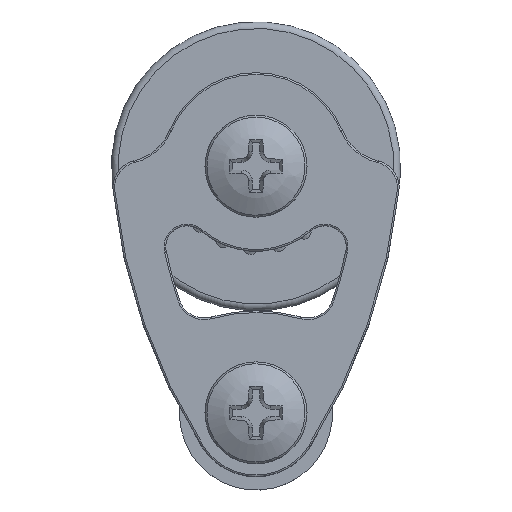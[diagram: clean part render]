
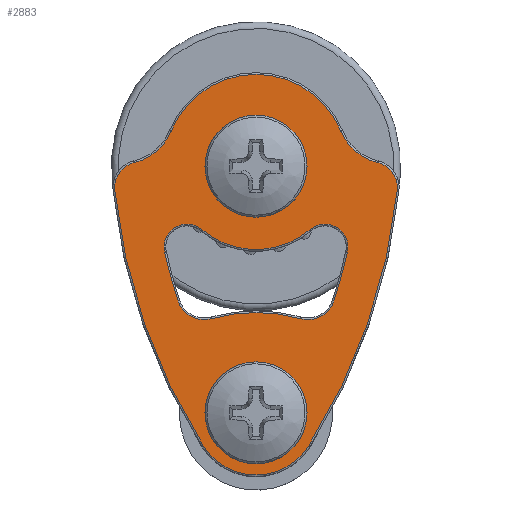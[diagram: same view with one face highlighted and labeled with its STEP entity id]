
A CAD part, top view. The second image highlights one B-rep face of the part: STEP entity #2883.
In plain terms, the highlighted planar face has unit normal (0, 0, 1).
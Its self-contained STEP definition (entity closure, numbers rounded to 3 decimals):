
#419=FACE_BOUND('',#881,.T.);
#420=FACE_BOUND('',#882,.T.);
#421=FACE_BOUND('',#883,.T.);
#495=PLANE('',#3175);
#611=FACE_OUTER_BOUND('',#880,.T.);
#880=EDGE_LOOP('',(#2231,#2232,#2233,#2234,#2235,#2236,#2237,#2238));
#881=EDGE_LOOP('',(#2239));
#882=EDGE_LOOP('',(#2240,#2241,#2242,#2243,#2244,#2245,#2246,#2247));
#883=EDGE_LOOP('',(#2248));
#1125=CIRCLE('',#3151,5.8);
#1133=CIRCLE('',#3176,69.8);
#1134=CIRCLE('',#3177,7.3);
#1135=CIRCLE('',#3178,69.8);
#1136=CIRCLE('',#3179,3.012);
#1137=CIRCLE('',#3180,6.2);
#1138=CIRCLE('',#3181,10.8);
#1139=CIRCLE('',#3182,6.2);
#1140=CIRCLE('',#3183,3.012);
#1141=CIRCLE('',#3184,5.8);
#1142=CIRCLE('',#3185,3.2);
#1143=CIRCLE('',#3186,19.3);
#1144=CIRCLE('',#3187,3.2);
#1145=CIRCLE('',#3188,65.2);
#1146=CIRCLE('',#3189,2.7);
#1147=CIRCLE('',#3190,9.8);
#1148=CIRCLE('',#3191,2.7);
#1149=CIRCLE('',#3192,65.2);
#1398=VERTEX_POINT('',#4809);
#1418=VERTEX_POINT('',#4896);
#1419=VERTEX_POINT('',#4897);
#1420=VERTEX_POINT('',#4899);
#1421=VERTEX_POINT('',#4901);
#1422=VERTEX_POINT('',#4903);
#1423=VERTEX_POINT('',#4905);
#1424=VERTEX_POINT('',#4907);
#1425=VERTEX_POINT('',#4909);
#1426=VERTEX_POINT('',#4912);
#1427=VERTEX_POINT('',#4914);
#1428=VERTEX_POINT('',#4915);
#1429=VERTEX_POINT('',#4917);
#1430=VERTEX_POINT('',#4919);
#1431=VERTEX_POINT('',#4921);
#1432=VERTEX_POINT('',#4923);
#1433=VERTEX_POINT('',#4925);
#1434=VERTEX_POINT('',#4927);
#1695=EDGE_CURVE('',#1398,#1398,#1125,.T.);
#1721=EDGE_CURVE('',#1418,#1419,#1133,.T.);
#1722=EDGE_CURVE('',#1420,#1418,#1134,.T.);
#1723=EDGE_CURVE('',#1421,#1420,#1135,.T.);
#1724=EDGE_CURVE('',#1422,#1421,#1136,.T.);
#1725=EDGE_CURVE('',#1423,#1422,#1137,.T.);
#1726=EDGE_CURVE('',#1424,#1423,#1138,.T.);
#1727=EDGE_CURVE('',#1425,#1424,#1139,.T.);
#1728=EDGE_CURVE('',#1419,#1425,#1140,.T.);
#1729=EDGE_CURVE('',#1426,#1426,#1141,.T.);
#1730=EDGE_CURVE('',#1427,#1428,#1142,.T.);
#1731=EDGE_CURVE('',#1429,#1427,#1143,.T.);
#1732=EDGE_CURVE('',#1430,#1429,#1144,.T.);
#1733=EDGE_CURVE('',#1431,#1430,#1145,.T.);
#1734=EDGE_CURVE('',#1432,#1431,#1146,.T.);
#1735=EDGE_CURVE('',#1433,#1432,#1147,.T.);
#1736=EDGE_CURVE('',#1434,#1433,#1148,.T.);
#1737=EDGE_CURVE('',#1428,#1434,#1149,.T.);
#2231=ORIENTED_EDGE('',*,*,#1721,.F.);
#2232=ORIENTED_EDGE('',*,*,#1722,.F.);
#2233=ORIENTED_EDGE('',*,*,#1723,.F.);
#2234=ORIENTED_EDGE('',*,*,#1724,.F.);
#2235=ORIENTED_EDGE('',*,*,#1725,.F.);
#2236=ORIENTED_EDGE('',*,*,#1726,.F.);
#2237=ORIENTED_EDGE('',*,*,#1727,.F.);
#2238=ORIENTED_EDGE('',*,*,#1728,.F.);
#2239=ORIENTED_EDGE('',*,*,#1729,.F.);
#2240=ORIENTED_EDGE('',*,*,#1730,.F.);
#2241=ORIENTED_EDGE('',*,*,#1731,.F.);
#2242=ORIENTED_EDGE('',*,*,#1732,.F.);
#2243=ORIENTED_EDGE('',*,*,#1733,.F.);
#2244=ORIENTED_EDGE('',*,*,#1734,.F.);
#2245=ORIENTED_EDGE('',*,*,#1735,.F.);
#2246=ORIENTED_EDGE('',*,*,#1736,.F.);
#2247=ORIENTED_EDGE('',*,*,#1737,.F.);
#2248=ORIENTED_EDGE('',*,*,#1695,.F.);
#2883=ADVANCED_FACE('',(#611,#419,#420,#421),#495,.T.);
#3151=AXIS2_PLACEMENT_3D('',#4810,#3782,#3783);
#3175=AXIS2_PLACEMENT_3D('',#4895,#3836,#3837);
#3176=AXIS2_PLACEMENT_3D('',#4898,#3838,#3839);
#3177=AXIS2_PLACEMENT_3D('',#4900,#3840,#3841);
#3178=AXIS2_PLACEMENT_3D('',#4902,#3842,#3843);
#3179=AXIS2_PLACEMENT_3D('',#4904,#3844,#3845);
#3180=AXIS2_PLACEMENT_3D('',#4906,#3846,#3847);
#3181=AXIS2_PLACEMENT_3D('',#4908,#3848,#3849);
#3182=AXIS2_PLACEMENT_3D('',#4910,#3850,#3851);
#3183=AXIS2_PLACEMENT_3D('',#4911,#3852,#3853);
#3184=AXIS2_PLACEMENT_3D('',#4913,#3854,#3855);
#3185=AXIS2_PLACEMENT_3D('',#4916,#3856,#3857);
#3186=AXIS2_PLACEMENT_3D('',#4918,#3858,#3859);
#3187=AXIS2_PLACEMENT_3D('',#4920,#3860,#3861);
#3188=AXIS2_PLACEMENT_3D('',#4922,#3862,#3863);
#3189=AXIS2_PLACEMENT_3D('',#4924,#3864,#3865);
#3190=AXIS2_PLACEMENT_3D('',#4926,#3866,#3867);
#3191=AXIS2_PLACEMENT_3D('',#4928,#3868,#3869);
#3192=AXIS2_PLACEMENT_3D('',#4929,#3870,#3871);
#3782=DIRECTION('center_axis',(0.,0.,
1.));
#3783=DIRECTION('ref_axis',(-1.,0.,0.));
#3836=DIRECTION('center_axis',(0.,0.,
1.));
#3837=DIRECTION('ref_axis',(0.,-1.,0.));
#3838=DIRECTION('center_axis',(0.,0.,
-1.));
#3839=DIRECTION('ref_axis',(-0.945,-0.328,0.));
#3840=DIRECTION('center_axis',(0.,0.,
-1.));
#3841=DIRECTION('ref_axis',(0.,-1.,0.));
#3842=DIRECTION('center_axis',(0.,0.,
-1.));
#3843=DIRECTION('ref_axis',(0.945,-0.328,0.));
#3844=DIRECTION('center_axis',(0.,0.,
-1.));
#3845=DIRECTION('ref_axis',(0.815,0.579,0.));
#3846=DIRECTION('center_axis',(0.,0.,
1.));
#3847=DIRECTION('ref_axis',(-0.649,-0.761,0.));
#3848=DIRECTION('center_axis',(0.,0.,
-1.));
#3849=DIRECTION('ref_axis',(0.,1.,0.));
#3850=DIRECTION('center_axis',(0.,0.,
1.));
#3851=DIRECTION('ref_axis',(0.649,-0.761,0.));
#3852=DIRECTION('center_axis',(0.,0.,
-1.));
#3853=DIRECTION('ref_axis',(-0.815,0.579,0.));
#3854=DIRECTION('center_axis',(0.,0.,
1.));
#3855=DIRECTION('ref_axis',(-1.,0.,0.));
#3856=DIRECTION('center_axis',(0.,0.,
1.));
#3857=DIRECTION('ref_axis',(0.47,-0.882,0.));
#3858=DIRECTION('center_axis',(0.,0.,
-1.));
#3859=DIRECTION('ref_axis',(0.,1.,0.));
#3860=DIRECTION('center_axis',(0.,0.,
1.));
#3861=DIRECTION('ref_axis',(-0.47,-0.882,0.));
#3862=DIRECTION('center_axis',(0.,0.,
1.));
#3863=DIRECTION('ref_axis',(-0.964,-0.267,0.));
#3864=DIRECTION('center_axis',(0.,0.,
1.));
#3865=DIRECTION('ref_axis',(-0.518,0.855,0.));
#3866=DIRECTION('center_axis',(0.,0.,
-1.));
#3867=DIRECTION('ref_axis',(0.,-1.,0.));
#3868=DIRECTION('center_axis',(0.,0.,
1.));
#3869=DIRECTION('ref_axis',(0.518,0.855,0.));
#3870=DIRECTION('center_axis',(0.,0.,
1.));
#3871=DIRECTION('ref_axis',(0.964,-0.267,0.));
#4809=CARTESIAN_POINT('',(-5.8,0.,5.712));
#4810=CARTESIAN_POINT('Origin',(0.,0.,
5.712));
#4895=CARTESIAN_POINT('Origin',(7.,-36.5,5.712));
#4896=CARTESIAN_POINT('',(-6.169,-32.903,5.712));
#4897=CARTESIAN_POINT('',(-16.609,-2.815,5.712));
#4898=CARTESIAN_POINT('Origin',(52.816,4.418,5.712));
#4899=CARTESIAN_POINT('',(6.169,-32.903,5.712));
#4900=CARTESIAN_POINT('Origin',(0.,-29.,
5.712));
#4901=CARTESIAN_POINT('',(16.609,-2.815,5.712));
#4902=CARTESIAN_POINT('Origin',(-52.816,4.418,5.712));
#4903=CARTESIAN_POINT('',(14.303,0.429,5.712));
#4904=CARTESIAN_POINT('Origin',(13.613,-2.503,5.712));
#4905=CARTESIAN_POINT('',(9.989,4.107,5.712));
#4906=CARTESIAN_POINT('Origin',(15.723,6.464,5.712));
#4907=CARTESIAN_POINT('',(-9.989,4.107,5.712));
#4908=CARTESIAN_POINT('Origin',(0.,0.,
5.712));
#4909=CARTESIAN_POINT('',(-14.303,0.429,5.712));
#4910=CARTESIAN_POINT('Origin',(-15.723,6.464,5.712));
#4911=CARTESIAN_POINT('Origin',(-13.613,-2.503,5.712));
#4912=CARTESIAN_POINT('',(-5.8,-29.,5.712));
#4913=CARTESIAN_POINT('Origin',(0.,-29.,
5.712));
#4914=CARTESIAN_POINT('',(5.246,-17.927,5.712));
#4915=CARTESIAN_POINT('',(9.157,-15.841,5.712));
#4916=CARTESIAN_POINT('Origin',(6.115,-14.847,5.712));
#4917=CARTESIAN_POINT('',(-5.246,-17.927,5.712));
#4918=CARTESIAN_POINT('Origin',(0.,-36.5,
5.712));
#4919=CARTESIAN_POINT('',(-9.157,-15.841,5.712));
#4920=CARTESIAN_POINT('Origin',(-6.115,-14.847,5.712));
#4921=CARTESIAN_POINT('',(-10.745,-10.111,5.712));
#4922=CARTESIAN_POINT('Origin',(52.816,4.418,5.712));
#4923=CARTESIAN_POINT('',(-6.36,-7.455,5.712));
#4924=CARTESIAN_POINT('Origin',(-8.113,-9.51,5.712));
#4925=CARTESIAN_POINT('',(6.36,-7.455,5.712));
#4926=CARTESIAN_POINT('Origin',(0.,0.,
5.712));
#4927=CARTESIAN_POINT('',(10.745,-10.111,5.712));
#4928=CARTESIAN_POINT('Origin',(8.113,-9.51,5.712));
#4929=CARTESIAN_POINT('Origin',(-52.816,4.418,5.712));
